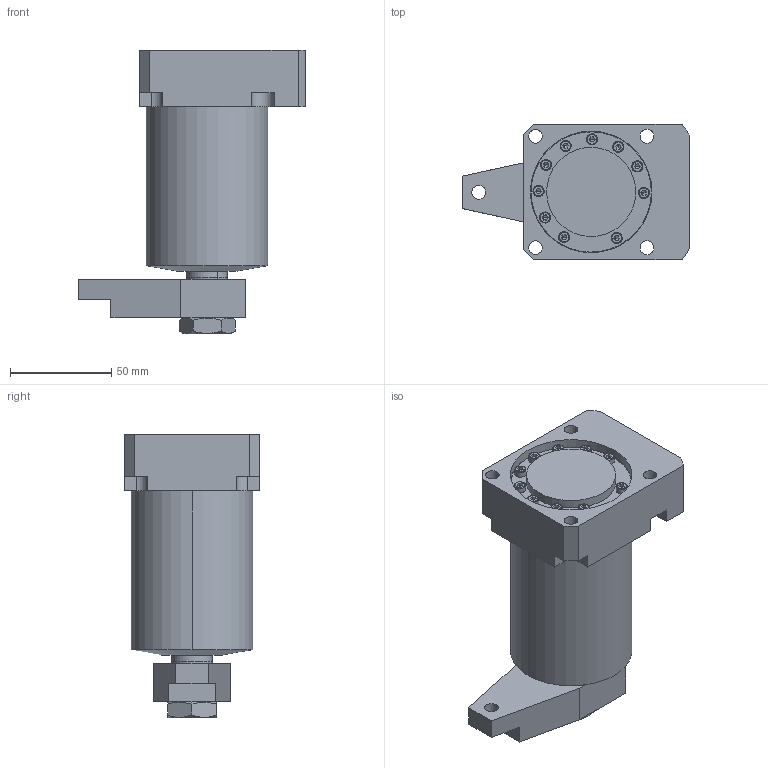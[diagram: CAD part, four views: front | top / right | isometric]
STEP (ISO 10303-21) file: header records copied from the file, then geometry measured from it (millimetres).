
FILE_DESCRIPTION (( 'STEP AP214' ), '1' );
FILE_NAME ('CPF-40DL(R)-90.STEP', '2019-04-13T06:52:12', ( '' ), ( '' ), 'SwSTEP 2.0', 'SolidWorks 2016', '' );
FILE_SCHEMA (( 'AUTOMOTIVE_DESIGN' ));
Length unit declared in the file: millimetre
Products named in the file (9): CPF-40DL(R)-90; 縐銅; 揤旋; 内六角圆柱头螺钉; 鞠褒情蹟譫; 活塞杆; 綴裔; 菜遠; 掛极
Assembly tree (17 placements, depth 2):
  CPF-40DL(R)-90
    掛极
    菜遠
    綴裔
    活塞杆
    鞠褒情蹟譫
    内六角圆柱头螺钉  x10
    揤旋
    縐銅
Bounding box: 112 x 67 x 140 mm (x, y, z)
Volume: 363053.3 mm3; surface area: 90303.8 mm2
Topology: 17 solids, 17 shells, 2755 faces, 5695 edges, 2986 vertices
Faces by surface type: cone 1567, cylinder 913, plane 223, torus 26, bspline 23, sphere 3
Entity records: 17860 total; most frequent: CARTESIAN_POINT 4783, DIRECTION 2820, ORIENTED_EDGE 2406, EDGE_CURVE 1203, AXIS2_PLACEMENT_3D 1141, VERTEX_POINT 706, EDGE_LOOP 637, CIRCLE 576
